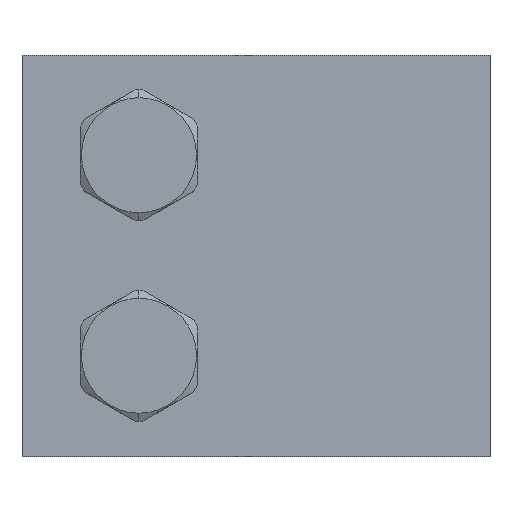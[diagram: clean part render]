
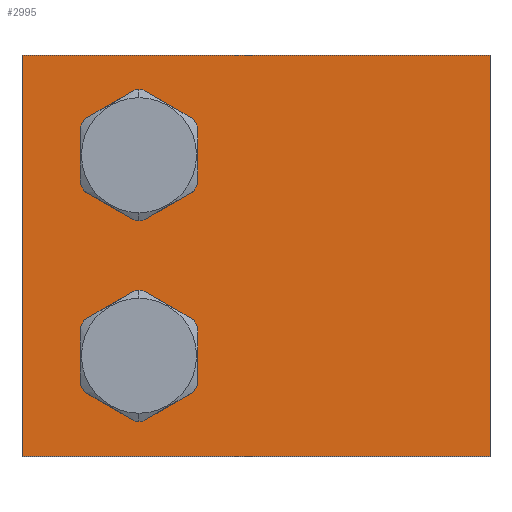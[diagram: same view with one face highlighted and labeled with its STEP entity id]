
A CAD part, top view. The second image highlights one B-rep face of the part: STEP entity #2995.
In plain terms, the highlighted planar face has unit normal (0, 0, 1).
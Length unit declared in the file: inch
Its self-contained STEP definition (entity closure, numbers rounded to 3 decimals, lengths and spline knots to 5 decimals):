
#143=DIRECTION('',(0.,-1.,0.));
#144=VECTOR('',#143,3.);
#145=CARTESIAN_POINT('',(0.,0.,3.));
#146=LINE('',#145,#144);
#147=DIRECTION('',(-1.,0.,0.));
#148=VECTOR('',#147,3.5);
#149=CARTESIAN_POINT('',(3.5,0.,3.));
#150=LINE('',#149,#148);
#151=DIRECTION('',(0.,1.,0.));
#152=VECTOR('',#151,3.);
#153=CARTESIAN_POINT('',(3.5,-3.,3.));
#154=LINE('',#153,#152);
#155=DIRECTION('',(1.,0.,0.));
#156=VECTOR('',#155,3.5);
#157=CARTESIAN_POINT('',(0.,-3.,3.));
#158=LINE('',#157,#156);
#159=CARTESIAN_POINT('',(0.875,-0.75,3.));
#160=DIRECTION('',(0.,0.,-1.));
#161=DIRECTION('',(-1.,0.,0.));
#162=AXIS2_PLACEMENT_3D('',#159,#160,#161);
#164=CARTESIAN_POINT('',(0.875,-0.75,3.));
#165=DIRECTION('',(0.,0.,-1.));
#166=DIRECTION('',(1.,0.,0.));
#167=AXIS2_PLACEMENT_3D('',#164,#165,#166);
#169=CARTESIAN_POINT('',(0.875,-2.25,3.));
#170=DIRECTION('',(0.,0.,-1.));
#171=DIRECTION('',(-1.,0.,0.));
#172=AXIS2_PLACEMENT_3D('',#169,#170,#171);
#174=CARTESIAN_POINT('',(0.875,-2.25,3.));
#175=DIRECTION('',(0.,0.,-1.));
#176=DIRECTION('',(1.,0.,0.));
#177=AXIS2_PLACEMENT_3D('',#174,#175,#176);
#2502=CARTESIAN_POINT('',(0.,0.,3.));
#2503=CARTESIAN_POINT('',(0.,-3.,3.));
#2504=VERTEX_POINT('',#2502);
#2505=VERTEX_POINT('',#2503);
#2506=CARTESIAN_POINT('',(3.5,-3.,3.));
#2507=VERTEX_POINT('',#2506);
#2508=CARTESIAN_POINT('',(3.5,0.,3.));
#2509=VERTEX_POINT('',#2508);
#2550=CARTESIAN_POINT('',(0.4445,-0.75,3.));
#2551=CARTESIAN_POINT('',(1.3055,-0.75,3.));
#2552=VERTEX_POINT('',#2550);
#2553=VERTEX_POINT('',#2551);
#2598=CARTESIAN_POINT('',(0.4445,-2.25,3.));
#2599=CARTESIAN_POINT('',(1.3055,-2.25,3.));
#2600=VERTEX_POINT('',#2598);
#2601=VERTEX_POINT('',#2599);
#2972=CARTESIAN_POINT('',(0.,0.,3.));
#2973=DIRECTION('',(0.,0.,1.));
#2974=DIRECTION('',(1.,0.,0.));
#2975=AXIS2_PLACEMENT_3D('',#2972,#2973,#2974);
#2976=PLANE('',#2975);
#2977=ORIENTED_EDGE('',*,*,#2864,.F.);
#2978=ORIENTED_EDGE('',*,*,#2891,.F.);
#2979=ORIENTED_EDGE('',*,*,#2917,.F.);
#2980=ORIENTED_EDGE('',*,*,#2954,.F.);
#2981=EDGE_LOOP('',(#2977,#2978,#2979,#2980));
#2982=FACE_OUTER_BOUND('',#2981,.F.);
#2984=ORIENTED_EDGE('',*,*,#2983,.F.);
#2986=ORIENTED_EDGE('',*,*,#2985,.F.);
#2987=EDGE_LOOP('',(#2984,#2986));
#2988=FACE_BOUND('',#2987,.F.);
#2990=ORIENTED_EDGE('',*,*,#2989,.F.);
#2992=ORIENTED_EDGE('',*,*,#2991,.F.);
#2993=EDGE_LOOP('',(#2990,#2992));
#2994=FACE_BOUND('',#2993,.F.);
#2995=ADVANCED_FACE('',(#2982,#2988,#2994),#2976,.T.);
#163=CIRCLE('',#162,0.4305);
#168=CIRCLE('',#167,0.4305);
#173=CIRCLE('',#172,0.4305);
#178=CIRCLE('',#177,0.4305);
#2864=EDGE_CURVE('',#2504,#2505,#146,.T.);
#2891=EDGE_CURVE('',#2509,#2504,#150,.T.);
#2917=EDGE_CURVE('',#2507,#2509,#154,.T.);
#2954=EDGE_CURVE('',#2505,#2507,#158,.T.);
#2983=EDGE_CURVE('',#2552,#2553,#163,.T.);
#2985=EDGE_CURVE('',#2553,#2552,#168,.T.);
#2989=EDGE_CURVE('',#2600,#2601,#173,.T.);
#2991=EDGE_CURVE('',#2601,#2600,#178,.T.);
